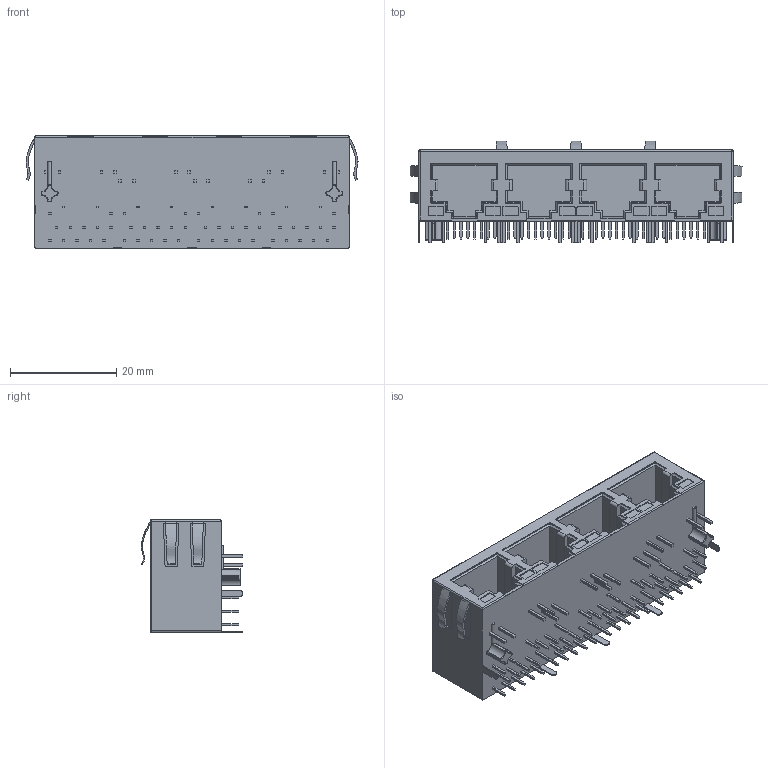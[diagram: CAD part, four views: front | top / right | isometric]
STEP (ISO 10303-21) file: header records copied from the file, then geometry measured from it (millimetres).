
FILE_DESCRIPTION (( 'STEP AP214' ), '1' );
FILE_NAME ('TMJG46945AENL ..STEP', '2022-11-04T10:16:35', ( '' ), ( '' ), 'SwSTEP 2.0', 'SolidWorks 2022', '' );
FILE_SCHEMA (( 'AUTOMOTIVE_DESIGN' ));
Length unit declared in the file: millimetre
Products named in the file (1): TMJG46945AENL   .
Bounding box: 62.36 x 19.04 x 21.1 mm (x, y, z)
Volume: 13098.5 mm3; surface area: 7260.8 mm2
Topology: 1 solids, 1 shells, 1411 faces, 3720 edges, 2440 vertices
Faces by surface type: plane 1054, cylinder 173, bspline 144, sphere 24, torus 16
Entity records: 47035 total; most frequent: CARTESIAN_POINT 13227, ORIENTED_EDGE 7440, DIRECTION 6093, EDGE_CURVE 3720, LINE 2817, VECTOR 2817, VERTEX_POINT 2440, AXIS2_PLACEMENT_3D 1638
